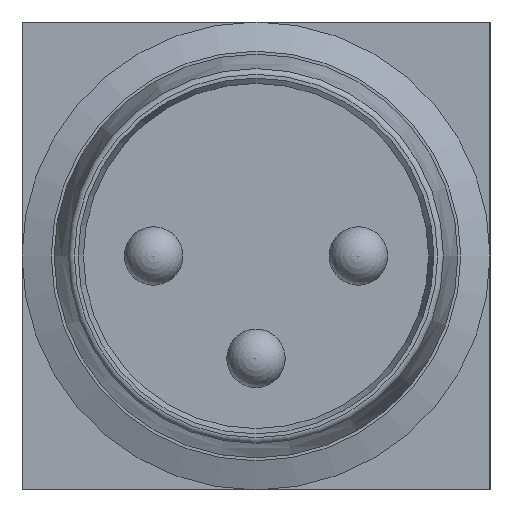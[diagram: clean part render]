
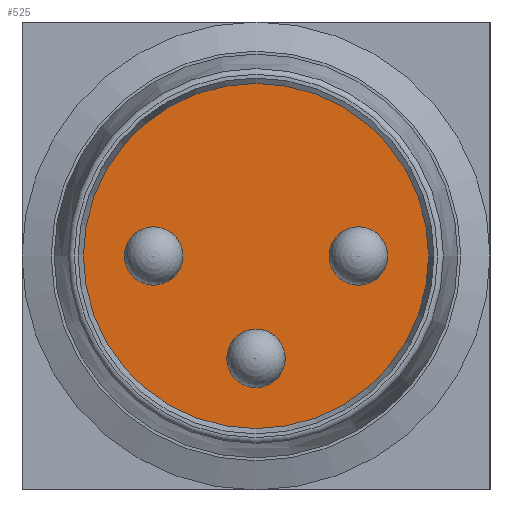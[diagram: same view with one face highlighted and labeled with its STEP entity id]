
A CAD part, left-side view. The second image highlights one B-rep face of the part: STEP entity #525.
In plain terms, the highlighted planar face has unit normal (-1, 0, 0).
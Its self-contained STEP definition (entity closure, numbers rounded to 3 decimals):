
#46=FACE_BOUND('',#154,.T.);
#47=FACE_BOUND('',#155,.T.);
#48=FACE_BOUND('',#156,.T.);
#74=CIRCLE('',#604,2.95);
#75=CIRCLE('',#606,0.5);
#76=CIRCLE('',#607,0.5);
#77=CIRCLE('',#608,0.5);
#110=FACE_OUTER_BOUND('',#153,.T.);
#153=EDGE_LOOP('',(#437));
#154=EDGE_LOOP('',(#438));
#155=EDGE_LOOP('',(#439));
#156=EDGE_LOOP('',(#440));
#258=VERTEX_POINT('',#903);
#259=VERTEX_POINT('',#907);
#260=VERTEX_POINT('',#909);
#261=VERTEX_POINT('',#911);
#319=EDGE_CURVE('',#258,#258,#74,.T.);
#321=EDGE_CURVE('',#259,#259,#75,.T.);
#322=EDGE_CURVE('',#260,#260,#76,.T.);
#323=EDGE_CURVE('',#261,#261,#77,.T.);
#437=ORIENTED_EDGE('',*,*,#319,.F.);
#438=ORIENTED_EDGE('',*,*,#321,.T.);
#439=ORIENTED_EDGE('',*,*,#322,.T.);
#440=ORIENTED_EDGE('',*,*,#323,.T.);
#476=PLANE('',#605);
#525=ADVANCED_FACE('',(#110,#46,#47,#48),#476,.T.);
#604=AXIS2_PLACEMENT_3D('',#904,#752,#753);
#605=AXIS2_PLACEMENT_3D('',#906,#755,#756);
#606=AXIS2_PLACEMENT_3D('',#908,#757,#758);
#607=AXIS2_PLACEMENT_3D('',#910,#759,#760);
#608=AXIS2_PLACEMENT_3D('',#912,#761,#762);
#752=DIRECTION('center_axis',(1.,0.,0.));
#753=DIRECTION('ref_axis',(0.,1.,0.));
#755=DIRECTION('center_axis',(-1.,0.,0.));
#756=DIRECTION('ref_axis',(0.,0.,1.));
#757=DIRECTION('center_axis',(1.,0.,0.));
#758=DIRECTION('ref_axis',(0.,-1.,0.));
#759=DIRECTION('center_axis',(1.,0.,0.));
#760=DIRECTION('ref_axis',(0.,-1.,0.));
#761=DIRECTION('center_axis',(1.,0.,0.));
#762=DIRECTION('ref_axis',(0.,-1.,0.));
#903=CARTESIAN_POINT('',(-24.,-2.95,4.));
#904=CARTESIAN_POINT('Origin',(-24.,0.,4.));
#906=CARTESIAN_POINT('Origin',(-24.,1.475,4.));
#907=CARTESIAN_POINT('',(-24.,-1.25,4.));
#908=CARTESIAN_POINT('Origin',(-24.,-1.75,4.));
#909=CARTESIAN_POINT('',(-24.,2.25,4.));
#910=CARTESIAN_POINT('Origin',(-24.,1.75,4.));
#911=CARTESIAN_POINT('',(-24.,0.5,2.25));
#912=CARTESIAN_POINT('Origin',(-24.,0.,2.25));
